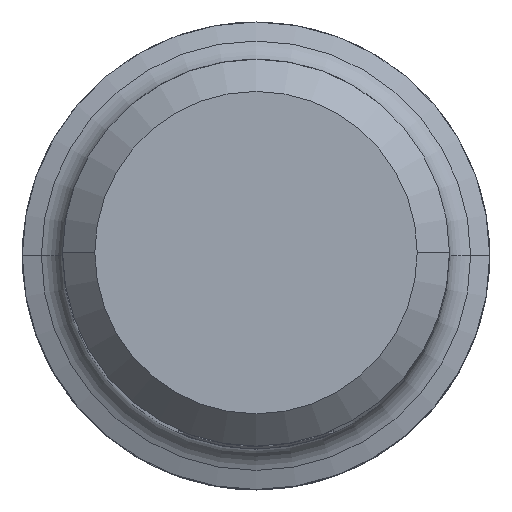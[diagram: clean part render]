
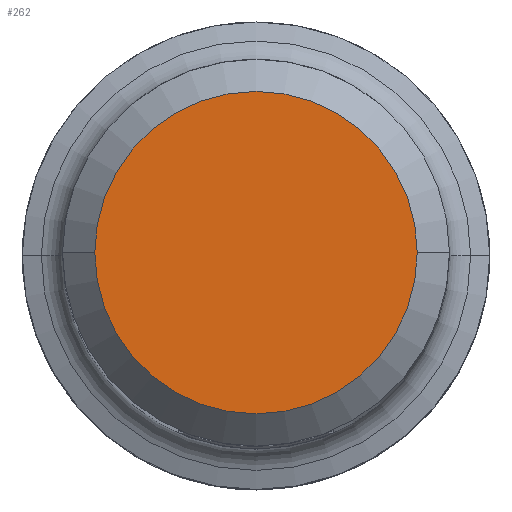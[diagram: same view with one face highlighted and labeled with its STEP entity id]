
A CAD part, top view. The second image highlights one B-rep face of the part: STEP entity #262.
In plain terms, the highlighted planar face has unit normal (0, 0, 1).
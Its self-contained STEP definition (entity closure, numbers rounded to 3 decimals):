
#100=PLANE('',#2664);
#262=ADVANCED_FACE('',(#410),#100,.T.);
#410=FACE_OUTER_BOUND('',#531,.T.);
#531=EDGE_LOOP('',(#1090,#1091));
#1090=ORIENTED_EDGE('',*,*,#2138,.T.);
#1091=ORIENTED_EDGE('',*,*,#2112,.T.);
#1829=VERTEX_POINT('',#3587);
#1830=VERTEX_POINT('',#3588);
#2112=EDGE_CURVE('',#1829,#1830,#2495,.T.);
#2138=EDGE_CURVE('',#1830,#1829,#2504,.T.);
#2495=CIRCLE('',#2649,5.);
#2504=CIRCLE('',#2663,5.);
#2649=AXIS2_PLACEMENT_3D('',#3586,#2908,#2909);
#2663=AXIS2_PLACEMENT_3D('',#3649,#2948,#2949);
#2664=AXIS2_PLACEMENT_3D('',#3650,#2950,#2951);
#2908=DIRECTION('',(0.,0.,1.));
#2909=DIRECTION('',(1.,0.,0.));
#2948=DIRECTION('',(0.,0.,1.));
#2949=DIRECTION('',(1.,0.,0.));
#2950=DIRECTION('',(0.,0.,1.));
#2951=DIRECTION('',(-1.,0.,0.));
#3586=CARTESIAN_POINT('',(0.,0.,0.));
#3587=CARTESIAN_POINT('',(5.,0.,0.));
#3588=CARTESIAN_POINT('',(-5.,0.,0.));
#3649=CARTESIAN_POINT('',(0.,0.,0.));
#3650=CARTESIAN_POINT('',(0.,3.,0.));
